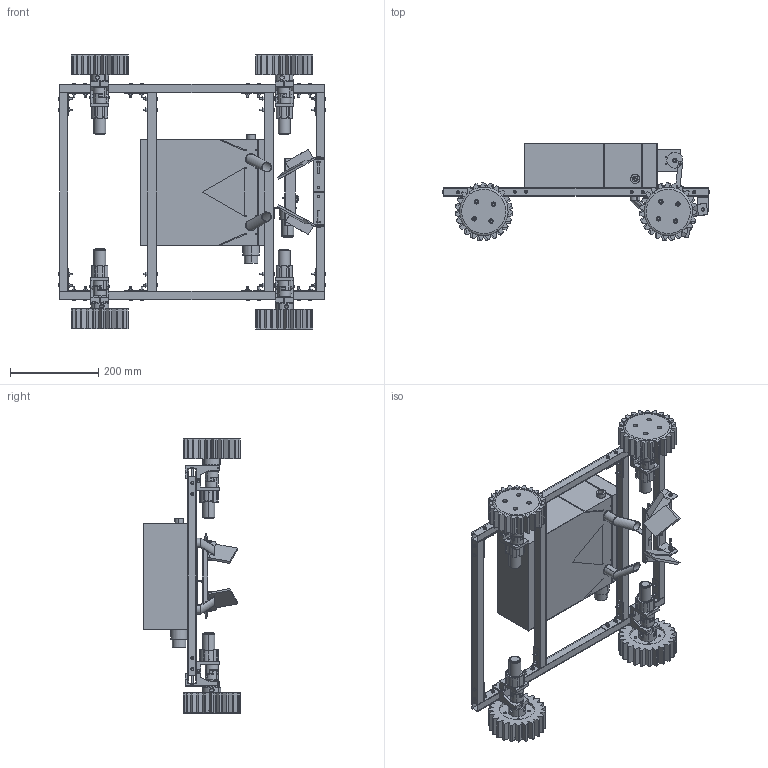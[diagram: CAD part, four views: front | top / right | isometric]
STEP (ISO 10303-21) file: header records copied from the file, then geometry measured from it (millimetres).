
FILE_DESCRIPTION (( 'STEP AP214' ), '1' );
FILE_NAME ('Farmobot v2.STEP', '2020-02-26T06:04:16', ( '' ), ( '' ), 'SwSTEP 2.0', 'SolidWorks 2019', '' );
FILE_SCHEMA (( 'AUTOMOTIVE_DESIGN' ));
Length unit declared in the file: millimetre
Products named in the file (195): 4mm hinge rod; m4 nut; hinged motor plate; 19x19x1.5x450; 8mm wheel shaft; bearing mount; seed blocker; seed tank; temp flange; nut; plough pull bar; M4 screw 30mm; PU spider; Drive assembly; crank nut; angle bracket; 19x19x1.5x600 alu side bars; aluminium l bracket(plough); jaw 6mm; motor; l bracket plough; 8mm bearing; connecting rod; crank pin; wheel 1; bolt; jaw 8mm; plough l bracket(right); plough assembly; seed dispenser; pipe; 450 ass; plough l bracket(left); plough (right; motor mount l; crank; Farmobot v2; plough and seed motor; seed tank assembly
Assembly tree (160 placements, depth 3):
  4mm hinge rod
  m4 nut
  hinged motor plate
  8mm wheel shaft
  bearing mount
Bounding box: 604 x 219.35 x 621 mm (x, y, z)
Volume: 3867100.9 mm3; surface area: 1607273.1 mm2
Topology: 152 solids, 152 shells, 3592 faces, 8719 edges, 5598 vertices
Faces by surface type: plane 1606, cylinder 1596, torus 188, cone 162, sphere 32, bspline 8
Entity records: 31966 total; most frequent: DIRECTION 5332, CARTESIAN_POINT 5122, ORIENTED_EDGE 4480, EDGE_CURVE 2240, AXIS2_PLACEMENT_3D 2035, VERTEX_POINT 1441, LINE 1262, VECTOR 1262
